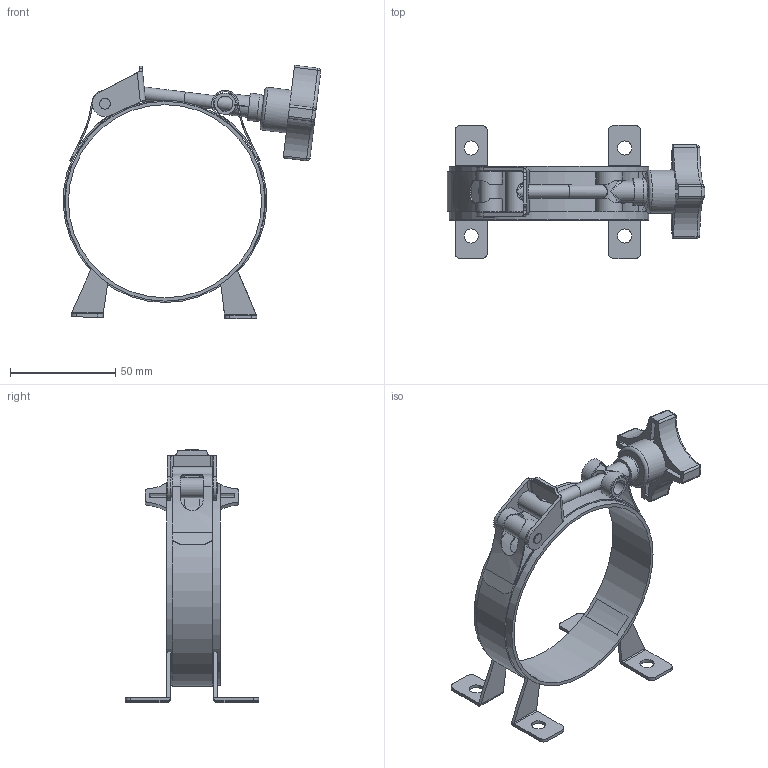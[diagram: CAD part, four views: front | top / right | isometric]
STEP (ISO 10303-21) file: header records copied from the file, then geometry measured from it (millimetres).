
FILE_DESCRIPTION(('STEP AP214'),'1');
FILE_NAME('3.75 Cylinder Mounting Kit, QR) _DV_.stp','2021-02-04T03:27:01',(' '),(' '),'Spatial InterOp 3D',' ',' ');
FILE_SCHEMA(('AUTOMOTIVE_DESIGN { 1 0 10303 214 1 1 1 1 }'));
Length unit declared in the file: inch
Products named in the file (10): 00CMK-00044-01 (_3.75 Taut-Band Unit, QR) [DV]; Rubber Chafe Band; Ø3.75 Taut-Band; T-Band Component - Tensioner Seat; T-Band Component - Tensioner Screw ; T-Band Component - Quick-release Tab; 00CMK-0002-02 (_3.75 Cylinder Mounting Kit, QR) [DV]; 00CMK-0030-00 (Cylinder Mounting Foot, Short); 00CMK-0034-00 (Cylinder Mounting Knob, Short)
Assembly tree (9 placements, depth 3):
  00CMK-0002-02 (_3.75 Cylinder Mounting Kit, QR) [DV]
    00CMK-00044-01 (_3.75 Taut-Band Unit, QR) [DV]
      Rubber Chafe Band
      Ø3.75 Taut-Band
      T-Band Component - Tensioner Seat
      T-Band Component - Tensioner Screw 
      T-Band Component - Quick-release Tab
    00CMK-0030-00 (Cylinder Mounting Foot, Short)
    00CMK-0030-00 (Cylinder Mounting Foot, Short)
    00CMK-0034-00 (Cylinder Mounting Knob, Short)
Bounding box: 122.54 x 63.5 x 120.63 mm (x, y, z)
Volume: 39816.8 mm3; surface area: 50072.2 mm2
Topology: 9 solids, 9 shells, 267 faces, 729 edges, 464 vertices
Faces by surface type: plane 124, cylinder 116, bspline 18, torus 6, sphere 2, cone 1
Full cylindrical faces by diameter (mm): 5.08 x2, 6.35 x3, 6.731 x4, 7.366 x1, 8.001 x2, 9.525 x1, 11.303 x1, 13.005 x1, 20.574 x1, 91.948 x1, 95.123 x1
Entity records: 15180 total; most frequent: CARTESIAN_POINT 6189, DIRECTION 1421, ORIENTED_EDGE 1364, EDGE_CURVE 682, AXIS2_PLACEMENT_3D 540, VERTEX_POINT 456, LINE 341, VECTOR 341
